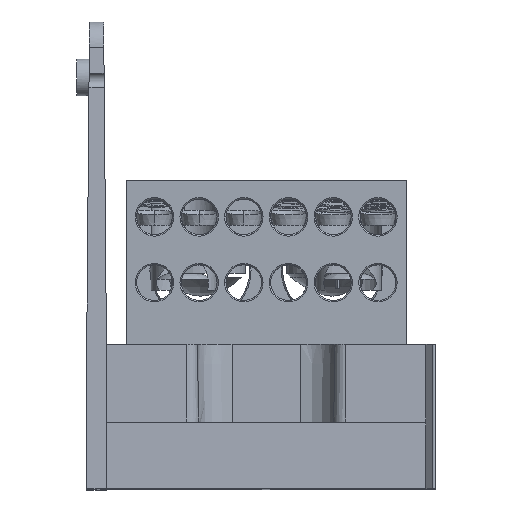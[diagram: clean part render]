
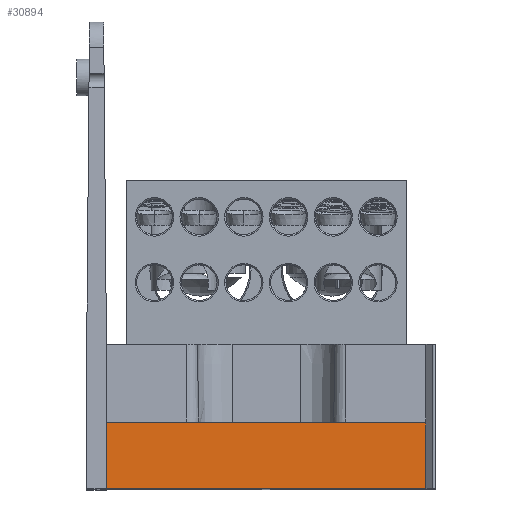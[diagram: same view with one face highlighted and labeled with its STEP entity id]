
A CAD part, top view. The second image highlights one B-rep face of the part: STEP entity #30894.
In plain terms, the highlighted planar face has unit normal (0, -0.035, -0.999).
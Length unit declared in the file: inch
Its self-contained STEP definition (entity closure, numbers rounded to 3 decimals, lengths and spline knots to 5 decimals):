
#1449 = CARTESIAN_POINT ( 'NONE',  ( -1.215, 0.5, 2.73254 ) ) ;
#2623 = DIRECTION ( 'NONE',  ( 0., -0.999, 0.035 ) ) ;
#3316 = VECTOR ( 'NONE', #33729, 39.37008 ) ;
#3542 = VECTOR ( 'NONE', #2623, 39.37008 ) ;
#4542 = ORIENTED_EDGE ( 'NONE', *, *, #5156, .F. ) ;
#5063 = ORIENTED_EDGE ( 'NONE', *, *, #22072, .T. ) ;
#5156 = EDGE_CURVE ( 'NONE', #30681, #7712, #29989, .T. ) ;
#6493 = CARTESIAN_POINT ( 'NONE',  ( -1.215, 0.5, 2.73254 ) ) ;
#7006 = CARTESIAN_POINT ( 'NONE',  ( -1.215, 0., 2.75 ) ) ;
#7292 = FACE_OUTER_BOUND ( 'NONE', #34689, .T. ) ;
#7712 = VERTEX_POINT ( 'NONE', #13339 ) ;
#7926 = VERTEX_POINT ( 'NONE', #7006 ) ;
#9988 = DIRECTION ( 'NONE',  ( 0., 0.035, 0.999 ) ) ;
#10174 = ORIENTED_EDGE ( 'NONE', *, *, #34779, .F. ) ;
#10185 = LINE ( 'NONE', #30983, #3316 ) ;
#13339 = CARTESIAN_POINT ( 'NONE',  ( -1.215, 0.5, 2.73254 ) ) ;
#14824 = CARTESIAN_POINT ( 'NONE',  ( 1.215, 0., 2.75 ) ) ;
#14846 = VECTOR ( 'NONE', #22732, 39.37008 ) ;
#14987 = LINE ( 'NONE', #22893, #14846 ) ;
#19648 = ORIENTED_EDGE ( 'NONE', *, *, #28426, .F. ) ;
#20520 = VECTOR ( 'NONE', #33711, 39.37008 ) ;
#22072 = EDGE_CURVE ( 'NONE', #34103, #7926, #14987, .T. ) ;
#22640 = CARTESIAN_POINT ( 'NONE',  ( 1.215, 0.5, 2.73254 ) ) ;
#22732 = DIRECTION ( 'NONE',  ( -1., 0., 0. ) ) ;
#22893 = CARTESIAN_POINT ( 'NONE',  ( -1.215, 0., 2.75 ) ) ;
#25409 = AXIS2_PLACEMENT_3D ( 'NONE', #27016, #9988, #29773 ) ;
#26511 = LINE ( 'NONE', #1449, #3542 ) ;
#27016 = CARTESIAN_POINT ( 'NONE',  ( -1.215, 0., 2.75 ) ) ;
#28426 = EDGE_CURVE ( 'NONE', #7712, #7926, #26511, .T. ) ;
#29773 = DIRECTION ( 'NONE',  ( 0., -0.999, 0.035 ) ) ;
#29989 = LINE ( 'NONE', #6493, #20520 ) ;
#30681 = VERTEX_POINT ( 'NONE', #22640 ) ;
#30894 = ADVANCED_FACE ( 'NONE', ( #7292 ), #32456, .F. ) ;
#30983 = CARTESIAN_POINT ( 'NONE',  ( 1.215, 0., 2.75 ) ) ;
#32456 = PLANE ( 'NONE',  #25409 ) ;
#33711 = DIRECTION ( 'NONE',  ( -1., 0., 0. ) ) ;
#33729 = DIRECTION ( 'NONE',  ( 0., 0.999, -0.035 ) ) ;
#34103 = VERTEX_POINT ( 'NONE', #14824 ) ;
#34689 = EDGE_LOOP ( 'NONE', ( #19648, #4542, #10174, #5063 ) ) ;
#34779 = EDGE_CURVE ( 'NONE', #34103, #30681, #10185, .T. ) ;
